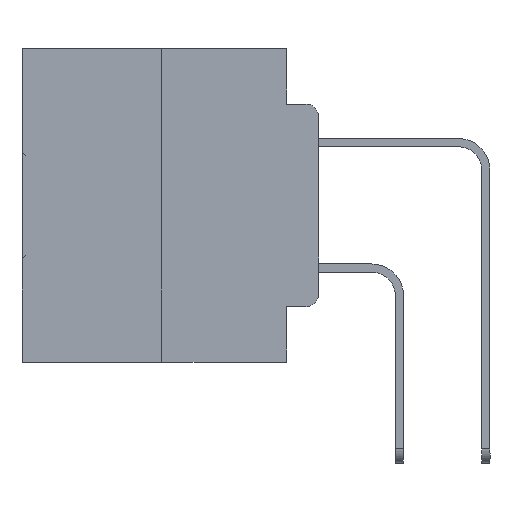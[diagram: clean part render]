
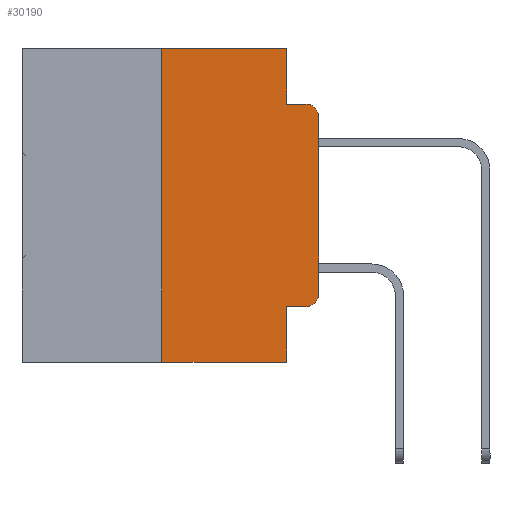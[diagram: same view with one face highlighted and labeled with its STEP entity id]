
A CAD part, left-side view. The second image highlights one B-rep face of the part: STEP entity #30190.
In plain terms, the highlighted planar face has unit normal (-1, 0, 0).
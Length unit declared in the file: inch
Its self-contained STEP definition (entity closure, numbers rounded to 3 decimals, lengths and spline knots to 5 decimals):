
#284 = LINE ( 'NONE', #12680, #8099 ) ;
#555 = VECTOR ( 'NONE', #1703, 39.37008 ) ;
#691 = DIRECTION ( 'NONE',  ( 0., -1., 0. ) ) ;
#940 = DIRECTION ( 'NONE',  ( 0., 0., 1. ) ) ;
#1491 = CARTESIAN_POINT ( 'NONE',  ( 0., 0.051, -0.5 ) ) ;
#1703 = DIRECTION ( 'NONE',  ( 0., 0., -1. ) ) ;
#3246 = VERTEX_POINT ( 'NONE', #1491 ) ;
#3418 = ORIENTED_EDGE ( 'NONE', *, *, #3636, .F. ) ;
#3593 = LINE ( 'NONE', #8529, #8506 ) ;
#3636 = EDGE_CURVE ( 'NONE', #13616, #7739, #29226, .T. ) ;
#4390 = LINE ( 'NONE', #25046, #14304 ) ;
#4588 = LINE ( 'NONE', #10337, #31382 ) ;
#5118 = EDGE_CURVE ( 'NONE', #18331, #27159, #16094, .T. ) ;
#5305 = CARTESIAN_POINT ( 'NONE',  ( 0., 0.473, 0. ) ) ;
#6931 = DIRECTION ( 'NONE',  ( -1., 0., 0. ) ) ;
#7447 = LINE ( 'NONE', #14562, #555 ) ;
#7609 = DIRECTION ( 'NONE',  ( 0., -1., 0. ) ) ;
#7739 = VERTEX_POINT ( 'NONE', #8489 ) ;
#8015 = DIRECTION ( 'NONE',  ( 0., 0., -1. ) ) ;
#8032 = EDGE_CURVE ( 'NONE', #7739, #19007, #4588, .T. ) ;
#8099 = VECTOR ( 'NONE', #7609, 39.37008 ) ;
#8489 = CARTESIAN_POINT ( 'NONE',  ( 0., 0.25, 0. ) ) ;
#8506 = VECTOR ( 'NONE', #18861, 39.37008 ) ;
#8529 = CARTESIAN_POINT ( 'NONE',  ( 0., 0.051, 0. ) ) ;
#8572 = ORIENTED_EDGE ( 'NONE', *, *, #13967, .F. ) ;
#10337 = CARTESIAN_POINT ( 'NONE',  ( 0., 0.473, 0. ) ) ;
#10340 = ORIENTED_EDGE ( 'NONE', *, *, #12636, .F. ) ;
#10390 = ORIENTED_EDGE ( 'NONE', *, *, #28934, .T. ) ;
#10618 = CARTESIAN_POINT ( 'NONE',  ( 0., 0.02, -0.3915 ) ) ;
#11279 = AXIS2_PLACEMENT_3D ( 'NONE', #10618, #19104, #13321 ) ;
#11746 = CARTESIAN_POINT ( 'NONE',  ( 0., 0.02, -0.0885 ) ) ;
#12555 = CARTESIAN_POINT ( 'NONE',  ( 0., 0.02, -0.4115 ) ) ;
#12636 = EDGE_CURVE ( 'NONE', #18331, #3246, #3593, .T. ) ;
#12680 = CARTESIAN_POINT ( 'NONE',  ( 0., 0.473, -0.5 ) ) ;
#12705 = ORIENTED_EDGE ( 'NONE', *, *, #14061, .T. ) ;
#13321 = DIRECTION ( 'NONE',  ( 0., 0., -1. ) ) ;
#13616 = VERTEX_POINT ( 'NONE', #15419 ) ;
#13749 = CARTESIAN_POINT ( 'NONE',  ( 0., 0.051, 0. ) ) ;
#13967 = EDGE_CURVE ( 'NONE', #24699, #17480, #20299, .T. ) ;
#14007 = VECTOR ( 'NONE', #691, 39.37008 ) ;
#14061 = EDGE_CURVE ( 'NONE', #27159, #15026, #20476, .T. ) ;
#14304 = VECTOR ( 'NONE', #17598, 39.37008 ) ;
#14454 = VERTEX_POINT ( 'NONE', #15178 ) ;
#14516 = EDGE_LOOP ( 'NONE', ( #10390, #32711, #8572, #16827, #33380, #3418, #20202, #10340, #16082, #12705 ) ) ;
#14562 = CARTESIAN_POINT ( 'NONE',  ( 0., 0.051, 0. ) ) ;
#15026 = VERTEX_POINT ( 'NONE', #21843 ) ;
#15178 = CARTESIAN_POINT ( 'NONE',  ( 0., 0., -0.1085 ) ) ;
#15223 = EDGE_CURVE ( 'NONE', #13616, #3246, #284, .T. ) ;
#15419 = CARTESIAN_POINT ( 'NONE',  ( 0., 0.25, -0.5 ) ) ;
#16082 = ORIENTED_EDGE ( 'NONE', *, *, #5118, .T. ) ;
#16094 = LINE ( 'NONE', #23549, #14007 ) ;
#16827 = ORIENTED_EDGE ( 'NONE', *, *, #24800, .F. ) ;
#17480 = VERTEX_POINT ( 'NONE', #11746 ) ;
#17598 = DIRECTION ( 'NONE',  ( 0., 0., 1. ) ) ;
#18331 = VERTEX_POINT ( 'NONE', #19457 ) ;
#18389 = CIRCLE ( 'NONE', #27582, 0.02 ) ;
#18861 = DIRECTION ( 'NONE',  ( 0., 0., -1. ) ) ;
#19007 = VERTEX_POINT ( 'NONE', #13749 ) ;
#19104 = DIRECTION ( 'NONE',  ( -1., 0., 0. ) ) ;
#19457 = CARTESIAN_POINT ( 'NONE',  ( 0., 0.051, -0.4115 ) ) ;
#19666 = EDGE_CURVE ( 'NONE', #14454, #17480, #18389, .T. ) ;
#19794 = CARTESIAN_POINT ( 'NONE',  ( 0., 0.02, -0.1085 ) ) ;
#19941 = VECTOR ( 'NONE', #28569, 39.37008 ) ;
#20202 = ORIENTED_EDGE ( 'NONE', *, *, #15223, .T. ) ;
#20299 = LINE ( 'NONE', #28082, #19941 ) ;
#20476 = CIRCLE ( 'NONE', #11279, 0.02 ) ;
#21843 = CARTESIAN_POINT ( 'NONE',  ( 0., 0., -0.3915 ) ) ;
#23034 = DIRECTION ( 'NONE',  ( 0., -1., 0. ) ) ;
#23549 = CARTESIAN_POINT ( 'NONE',  ( 0., 0.051, -0.4115 ) ) ;
#24142 = CARTESIAN_POINT ( 'NONE',  ( 0., 0.25, 0. ) ) ;
#24699 = VERTEX_POINT ( 'NONE', #25563 ) ;
#24800 = EDGE_CURVE ( 'NONE', #19007, #24699, #7447, .T. ) ;
#25046 = CARTESIAN_POINT ( 'NONE',  ( 0., 0., 0. ) ) ;
#25563 = CARTESIAN_POINT ( 'NONE',  ( 0., 0.051, -0.0885 ) ) ;
#27159 = VERTEX_POINT ( 'NONE', #12555 ) ;
#27169 = VECTOR ( 'NONE', #940, 39.37008 ) ;
#27582 = AXIS2_PLACEMENT_3D ( 'NONE', #19794, #6931, #30119 ) ;
#28082 = CARTESIAN_POINT ( 'NONE',  ( 0., 0.051, -0.0885 ) ) ;
#28569 = DIRECTION ( 'NONE',  ( 0., -1., 0. ) ) ;
#28671 = FACE_OUTER_BOUND ( 'NONE', #14516, .T. ) ;
#28934 = EDGE_CURVE ( 'NONE', #15026, #14454, #4390, .T. ) ;
#29226 = LINE ( 'NONE', #24142, #27169 ) ;
#30119 = DIRECTION ( 'NONE',  ( 0., 0., -1. ) ) ;
#30190 = ADVANCED_FACE ( 'NONE', ( #28671 ), #30893, .F. ) ;
#30893 = PLANE ( 'NONE',  #31086 ) ;
#31086 = AXIS2_PLACEMENT_3D ( 'NONE', #5305, #31197, #8015 ) ;
#31197 = DIRECTION ( 'NONE',  ( 1., 0., 0. ) ) ;
#31382 = VECTOR ( 'NONE', #23034, 39.37008 ) ;
#32711 = ORIENTED_EDGE ( 'NONE', *, *, #19666, .T. ) ;
#33380 = ORIENTED_EDGE ( 'NONE', *, *, #8032, .F. ) ;
